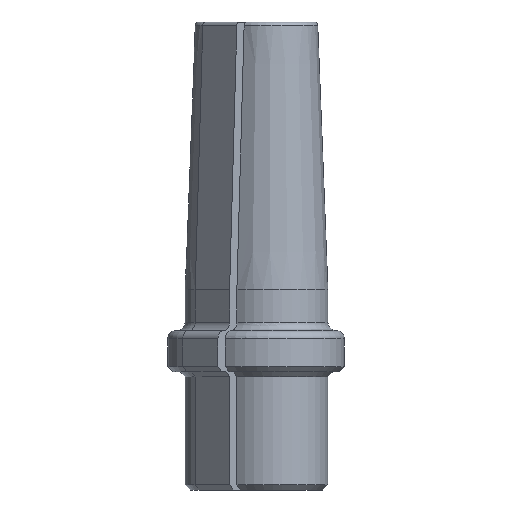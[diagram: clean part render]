
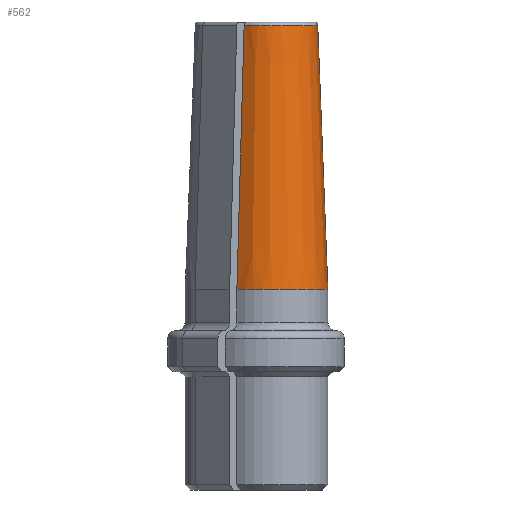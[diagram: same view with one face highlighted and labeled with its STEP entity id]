
A CAD part, left-side view. The second image highlights one B-rep face of the part: STEP entity #562.
In plain terms, the highlighted conical face has half-angle 2.203 degrees and reference radius 5.4 mm.
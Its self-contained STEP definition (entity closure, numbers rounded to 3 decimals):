
#24 = VERTEX_POINT('',#25);
#25 = CARTESIAN_POINT('',(-3.,-5.4,19.5));
#44 = CYLINDRICAL_SURFACE('',#45,5.4);
#45 = AXIS2_PLACEMENT_3D('',#46,#47,#48);
#46 = CARTESIAN_POINT('',(-3.,0.,15.5));
#47 = DIRECTION('',(-0.,-0.,-1.));
#48 = DIRECTION('',(1.,0.,0.));
#72 = PLANE('',#73);
#73 = AXIS2_PLACEMENT_3D('',#74,#75,#76);
#74 = CARTESIAN_POINT('',(-3.,-4.9,32.5));
#75 = DIRECTION('',(0.,0.999,-0.038));
#76 = DIRECTION('',(-1.,-0.,-0.));
#171 = VERTEX_POINT('',#172);
#172 = CARTESIAN_POINT('',(-7.156,3.448,19.5));
#185 = PLANE('',#186);
#186 = AXIS2_PLACEMENT_3D('',#187,#188,#189);
#187 = CARTESIAN_POINT('',(-10.889,7.182,-50.));
#188 = DIRECTION('',(0.707,0.707,0.));
#189 = DIRECTION('',(0.,0.,1.));
#196 = EDGE_CURVE('',#171,#24,#197,.T.);
#197 = SURFACE_CURVE('',#198,(#203,#210),.PCURVE_S1.);
#198 = CIRCLE('',#199,5.4);
#199 = AXIS2_PLACEMENT_3D('',#200,#201,#202);
#200 = CARTESIAN_POINT('',(-3.,0.,19.5));
#201 = DIRECTION('',(0.,0.,1.));
#202 = DIRECTION('',(-0.66,0.751,0.));
#203 = PCURVE('',#44,#204);
#204 = DEFINITIONAL_REPRESENTATION('',(#205),#209);
#205 = LINE('',#206,#207);
#206 = CARTESIAN_POINT('',(-2.292,-4.));
#207 = VECTOR('',#208,1.);
#208 = DIRECTION('',(-1.,0.));
#209 = ( GEOMETRIC_REPRESENTATION_CONTEXT(2) 
PARAMETRIC_REPRESENTATION_CONTEXT() REPRESENTATION_CONTEXT('2D SPACE',''
  ) );
#210 = PCURVE('',#211,#216);
#211 = CONICAL_SURFACE('',#212,5.4,0.038);
#212 = AXIS2_PLACEMENT_3D('',#213,#214,#215);
#213 = CARTESIAN_POINT('',(-3.,0.,19.5));
#214 = DIRECTION('',(-0.,-0.,-1.));
#215 = DIRECTION('',(-0.66,0.751,0.));
#216 = DEFINITIONAL_REPRESENTATION('',(#217),#221);
#217 = LINE('',#218,#219);
#218 = CARTESIAN_POINT('',(-0.,-0.));
#219 = VECTOR('',#220,1.);
#220 = DIRECTION('',(-1.,-0.));
#221 = ( GEOMETRIC_REPRESENTATION_CONTEXT(2) 
PARAMETRIC_REPRESENTATION_CONTEXT() REPRESENTATION_CONTEXT('2D SPACE',''
  ) );
#306 = EDGE_CURVE('',#24,#307,#309,.T.);
#307 = VERTEX_POINT('',#308);
#308 = CARTESIAN_POINT('',(-3.,-4.415,45.115));
#309 = SURFACE_CURVE('',#310,(#314,#320),.PCURVE_S1.);
#310 = LINE('',#311,#312);
#311 = CARTESIAN_POINT('',(-3.,-4.9,32.5));
#312 = VECTOR('',#313,1.);
#313 = DIRECTION('',(-0.,0.038,0.999));
#314 = PCURVE('',#72,#315);
#315 = DEFINITIONAL_REPRESENTATION('',(#316),#319);
#316 = B_SPLINE_CURVE_WITH_KNOTS('',1,(#317,#318),.UNSPECIFIED.,.F.,.F.,
  (2,2),(-13.01,13.01),.PIECEWISE_BEZIER_KNOTS.);
#317 = CARTESIAN_POINT('',(0.,-13.01));
#318 = CARTESIAN_POINT('',(0.,13.01));
#319 = ( GEOMETRIC_REPRESENTATION_CONTEXT(2) 
PARAMETRIC_REPRESENTATION_CONTEXT() REPRESENTATION_CONTEXT('2D SPACE',''
  ) );
#320 = PCURVE('',#211,#321);
#321 = DEFINITIONAL_REPRESENTATION('',(#322),#325);
#322 = B_SPLINE_CURVE_WITH_KNOTS('',1,(#323,#324),.UNSPECIFIED.,.F.,.F.,
  (2,2),(-13.01,13.01),.PIECEWISE_BEZIER_KNOTS.);
#323 = CARTESIAN_POINT('',(-2.421,0.));
#324 = CARTESIAN_POINT('',(-2.421,-26.));
#325 = ( GEOMETRIC_REPRESENTATION_CONTEXT(2) 
PARAMETRIC_REPRESENTATION_CONTEXT() REPRESENTATION_CONTEXT('2D SPACE',''
  ) );
#562 = ADVANCED_FACE('',(#563),#211,.T.);
#563 = FACE_BOUND('',#564,.T.);
#564 = EDGE_LOOP('',(#565,#594,#619,#620));
#565 = ORIENTED_EDGE('',*,*,#566,.F.);
#566 = EDGE_CURVE('',#567,#307,#569,.T.);
#567 = VERTEX_POINT('',#568);
#568 = CARTESIAN_POINT('',(-6.455,2.748,45.115)
  );
#569 = SURFACE_CURVE('',#570,(#575,#582),.PCURVE_S1.);
#570 = CIRCLE('',#571,4.415);
#571 = AXIS2_PLACEMENT_3D('',#572,#573,#574);
#572 = CARTESIAN_POINT('',(-3.,0.,45.115));
#573 = DIRECTION('',(0.,0.,1.));
#574 = DIRECTION('',(-0.66,0.751,0.));
#575 = PCURVE('',#211,#576);
#576 = DEFINITIONAL_REPRESENTATION('',(#577),#581);
#577 = LINE('',#578,#579);
#578 = CARTESIAN_POINT('',(-0.,-25.615));
#579 = VECTOR('',#580,1.);
#580 = DIRECTION('',(-1.,-0.));
#581 = ( GEOMETRIC_REPRESENTATION_CONTEXT(2) 
PARAMETRIC_REPRESENTATION_CONTEXT() REPRESENTATION_CONTEXT('2D SPACE',''
  ) );
#582 = PCURVE('',#583,#588);
#583 = TOROIDAL_SURFACE('',#584,4.015,0.4);
#584 = AXIS2_PLACEMENT_3D('',#585,#586,#587);
#585 = CARTESIAN_POINT('',(-3.,0.,45.1));
#586 = DIRECTION('',(-0.,-0.,-1.));
#587 = DIRECTION('',(-0.66,0.751,0.));
#588 = DEFINITIONAL_REPRESENTATION('',(#589),#593);
#589 = LINE('',#590,#591);
#590 = CARTESIAN_POINT('',(-0.,6.245));
#591 = VECTOR('',#592,1.);
#592 = DIRECTION('',(-1.,0.));
#593 = ( GEOMETRIC_REPRESENTATION_CONTEXT(2) 
PARAMETRIC_REPRESENTATION_CONTEXT() REPRESENTATION_CONTEXT('2D SPACE',''
  ) );
#594 = ORIENTED_EDGE('',*,*,#595,.T.);
#595 = EDGE_CURVE('',#567,#171,#596,.T.);
#596 = SURFACE_CURVE('',#597,(#602,#612),.PCURVE_S1.);
#597 = HYPERBOLA('',#598,13.,0.5);
#598 = AXIS2_PLACEMENT_3D('',#599,#600,#601);
#599 = CARTESIAN_POINT('',(-3.354,-0.354,159.9));
#600 = DIRECTION('',(0.707,0.707,0.));
#601 = DIRECTION('',(0.,0.,-1.));
#602 = PCURVE('',#211,#603);
#603 = DEFINITIONAL_REPRESENTATION('',(#604),#611);
#604 = B_SPLINE_CURVE_WITH_KNOTS('',5,(#605,#606,#607,#608,#609,#610),
  .UNSPECIFIED.,.F.,.F.,(6,6),(2.868,3.071),
  .PIECEWISE_BEZIER_KNOTS.);
#605 = CARTESIAN_POINT('',(-0.178,-25.615));
#606 = CARTESIAN_POINT('',(-0.173,-20.996));
#607 = CARTESIAN_POINT('',(-0.169,-16.142));
#608 = CARTESIAN_POINT('',(-0.165,-11.036));
#609 = CARTESIAN_POINT('',(-0.161,-5.662));
#610 = CARTESIAN_POINT('',(-0.157,0.));
#611 = ( GEOMETRIC_REPRESENTATION_CONTEXT(2) 
PARAMETRIC_REPRESENTATION_CONTEXT() REPRESENTATION_CONTEXT('2D SPACE',''
  ) );
#612 = PCURVE('',#185,#613);
#613 = DEFINITIONAL_REPRESENTATION('',(#614),#618);
#614 = ( BOUNDED_CURVE() B_SPLINE_CURVE(2,(#615,#616,#617),
.UNSPECIFIED.,.F.,.F.) B_SPLINE_CURVE_WITH_KNOTS((3,3),(2.868,
3.071),.PIECEWISE_BEZIER_KNOTS.) CURVE() 
GEOMETRIC_REPRESENTATION_ITEM() RATIONAL_B_SPLINE_CURVE((1.,
1.005,1.)) REPRESENTATION_ITEM('') );
#615 = CARTESIAN_POINT('',(95.115,6.27));
#616 = CARTESIAN_POINT('',(83.607,5.825));
#617 = CARTESIAN_POINT('',(69.5,5.28));
#618 = ( GEOMETRIC_REPRESENTATION_CONTEXT(2) 
PARAMETRIC_REPRESENTATION_CONTEXT() REPRESENTATION_CONTEXT('2D SPACE',''
  ) );
#619 = ORIENTED_EDGE('',*,*,#196,.T.);
#620 = ORIENTED_EDGE('',*,*,#306,.T.);
